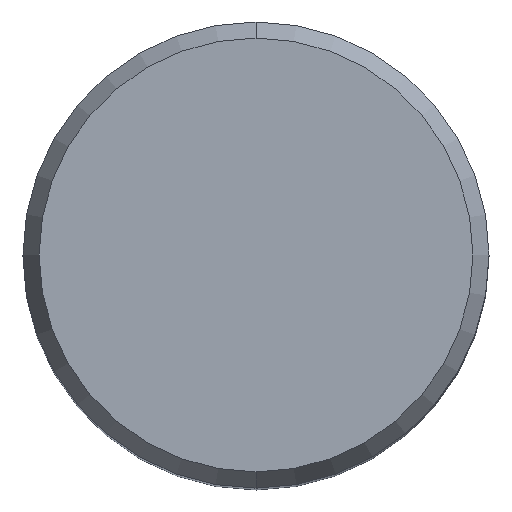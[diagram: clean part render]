
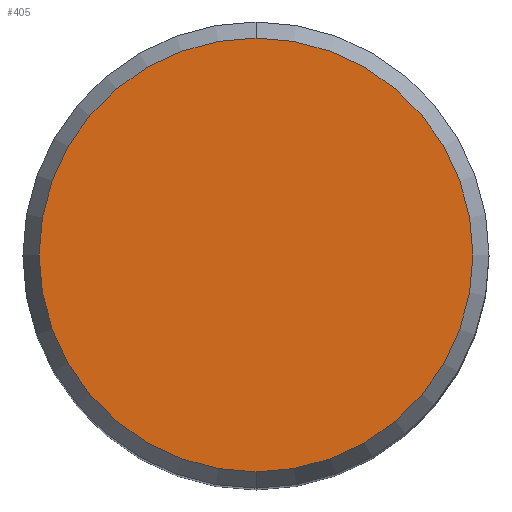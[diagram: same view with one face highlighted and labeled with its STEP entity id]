
A CAD part, top view. The second image highlights one B-rep face of the part: STEP entity #405.
In plain terms, the highlighted planar face has unit normal (0, 0, 1).
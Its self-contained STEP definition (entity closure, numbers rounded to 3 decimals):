
#173=VERTEX_POINT('',#464);
#217=VERTEX_POINT('',#512);
#307=EDGE_CURVE('',#173,#217,#609,.T.);
#377=EDGE_CURVE('',#217,#173,#689,.T.);
#405=ADVANCED_FACE('',(#720),#721,.T.);
#464=CARTESIAN_POINT('',(0.,-9.307,0.0));
#512=CARTESIAN_POINT('',(0.0,9.307,0.0));
#609=CIRCLE('',#1131,9.307);
#689=CIRCLE('',#1314,9.307);
#720=FACE_OUTER_BOUND('',#1398,.T.);
#721=PLANE('',#1399);
#1131=AXIS2_PLACEMENT_3D('',#1690,#1691,#1692);
#1314=AXIS2_PLACEMENT_3D('',#1793,#1794,#1795);
#1398=EDGE_LOOP('',(#1841,#1842));
#1399=AXIS2_PLACEMENT_3D('',#1843,#1844,#1845);
#1690=CARTESIAN_POINT('',(0.0,0.0,0.0));
#1691=DIRECTION('',(0.0,0.0,-1.0));
#1692=DIRECTION('',(0.0,1.0,0.0));
#1793=CARTESIAN_POINT('',(0.0,0.0,0.0));
#1794=DIRECTION('',(0.0,0.0,-1.0));
#1795=DIRECTION('',(0.0,1.0,0.0));
#1841=ORIENTED_EDGE('',*,*,#377,.F.);
#1842=ORIENTED_EDGE('',*,*,#307,.F.);
#1843=CARTESIAN_POINT('',(0.0,4.654,0.0));
#1844=DIRECTION('',(-0.0,0.0,1.0));
#1845=DIRECTION('',(0.0,-1.0,0.0));
